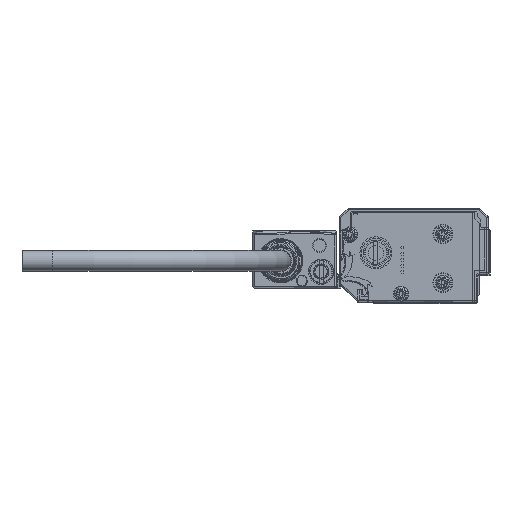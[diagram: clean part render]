
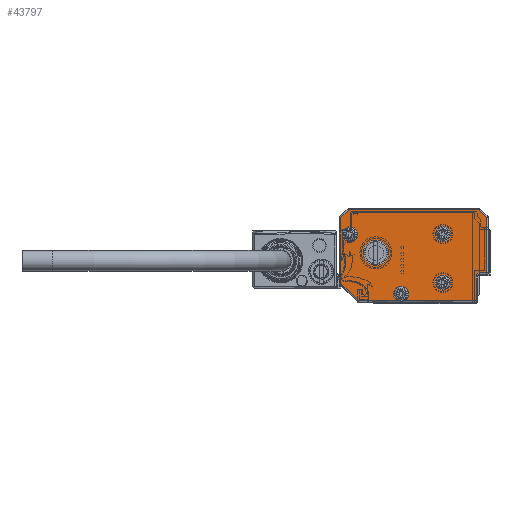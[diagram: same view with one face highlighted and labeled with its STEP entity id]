
A CAD part, left-side view. The second image highlights one B-rep face of the part: STEP entity #43797.
In plain terms, the highlighted planar face has unit normal (-1, 0, 0).
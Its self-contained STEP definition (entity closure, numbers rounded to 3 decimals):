
#43582=AXIS2_PLACEMENT_3D('Circle Axis2P3D',#43580,#43581,$) ;
#43610=AXIS2_PLACEMENT_3D('Circle Axis2P3D',#43608,#43609,$) ;
#43625=AXIS2_PLACEMENT_3D('Plane Axis2P3D',#43622,#43623,#43624) ;
#43629=AXIS2_PLACEMENT_3D('Circle Axis2P3D',#43627,#43628,$) ;
#43636=AXIS2_PLACEMENT_3D('Circle Axis2P3D',#43634,#43635,$) ;
#43643=AXIS2_PLACEMENT_3D('Circle Axis2P3D',#43641,#43642,$) ;
#43655=AXIS2_PLACEMENT_3D('Circle Axis2P3D',#43653,#43654,$) ;
#43727=AXIS2_PLACEMENT_3D('Circle Axis2P3D',#43725,#43726,$) ;
#43736=AXIS2_PLACEMENT_3D('Circle Axis2P3D',#43734,#43735,$) ;
#43745=AXIS2_PLACEMENT_3D('Circle Axis2P3D',#43743,#43744,$) ;
#43754=AXIS2_PLACEMENT_3D('Circle Axis2P3D',#43752,#43753,$) ;
#43763=AXIS2_PLACEMENT_3D('Circle Axis2P3D',#43761,#43762,$) ;
#43772=AXIS2_PLACEMENT_3D('Circle Axis2P3D',#43770,#43771,$) ;
#43781=AXIS2_PLACEMENT_3D('Circle Axis2P3D',#43779,#43780,$) ;
#43790=AXIS2_PLACEMENT_3D('Circle Axis2P3D',#43788,#43789,$) ;
#36844=CARTESIAN_POINT('Vertex',(-1573.,8.4,-1.)) ;
#36846=CARTESIAN_POINT('Vertex',(-1573.,7.,-1.)) ;
#36849=CARTESIAN_POINT('Line Origine',(-1573.,3.5,-1.)) ;
#36853=CARTESIAN_POINT('Vertex',(-1573.,21.793,-1.)) ;
#36865=CARTESIAN_POINT('Vertex',(-1573.,-17.,-1.)) ;
#36868=CARTESIAN_POINT('Line Origine',(-1573.,3.5,-1.)) ;
#43580=CARTESIAN_POINT('Axis2P3D Location',(-1573.,7.7,1.4)) ;
#43584=CARTESIAN_POINT('Vertex',(-1573.,5.2,1.4)) ;
#43605=CARTESIAN_POINT('Vertex',(-1573.,9.894,0.201)) ;
#43608=CARTESIAN_POINT('Axis2P3D Location',(-1573.,7.7,1.4)) ;
#43622=CARTESIAN_POINT('Axis2P3D Location',(-1573.,-21.5,13.5)) ;
#43627=CARTESIAN_POINT('Axis2P3D Location',(-1573.,7.7,1.4)) ;
#43631=CARTESIAN_POINT('Vertex',(-1573.,10.2,1.4)) ;
#43634=CARTESIAN_POINT('Axis2P3D Location',(-1573.,7.7,1.4)) ;
#43638=CARTESIAN_POINT('Vertex',(-1573.,5.506,2.599)) ;
#43641=CARTESIAN_POINT('Axis2P3D Location',(-1573.,7.7,1.4)) ;
#43646=CARTESIAN_POINT('Line Origine',(-1573.,-17.,3.1)) ;
#43650=CARTESIAN_POINT('Vertex',(-1573.,-17.,7.2)) ;
#43653=CARTESIAN_POINT('Axis2P3D Location',(-1573.,-18.,7.2)) ;
#43657=CARTESIAN_POINT('Vertex',(-1573.,-18.,8.2)) ;
#43660=CARTESIAN_POINT('Line Origine',(-1573.,-19.25,8.2)) ;
#43664=CARTESIAN_POINT('Vertex',(-1573.,-20.5,8.2)) ;
#43667=CARTESIAN_POINT('Line Origine',(-1573.,-20.5,17.246)) ;
#43671=CARTESIAN_POINT('Vertex',(-1573.,-20.5,26.293)) ;
#43674=CARTESIAN_POINT('Line Origine',(-1573.,-19.146,27.646)) ;
#43678=CARTESIAN_POINT('Vertex',(-1573.,-17.793,29.)) ;
#43681=CARTESIAN_POINT('Line Origine',(-1573.,3.5,29.)) ;
#43685=CARTESIAN_POINT('Vertex',(-1573.,24.793,29.)) ;
#43688=CARTESIAN_POINT('Line Origine',(-1573.,26.146,27.646)) ;
#43692=CARTESIAN_POINT('Vertex',(-1573.,27.5,26.293)) ;
#43695=CARTESIAN_POINT('Line Origine',(-1573.,27.5,15.5)) ;
#43699=CARTESIAN_POINT('Vertex',(-1573.,27.5,4.707)) ;
#43702=CARTESIAN_POINT('Line Origine',(-1573.,24.646,1.854)) ;
#43725=CARTESIAN_POINT('Axis2P3D Location',(-1573.,-6.,5.)) ;
#43729=CARTESIAN_POINT('Vertex',(-1573.,-3.806,3.801)) ;
#43731=CARTESIAN_POINT('Vertex',(-1573.,-8.194,6.199)) ;
#43734=CARTESIAN_POINT('Axis2P3D Location',(-1573.,-6.,5.)) ;
#43743=CARTESIAN_POINT('Axis2P3D Location',(-1573.,16.,14.8)) ;
#43747=CARTESIAN_POINT('Vertex',(-1573.,11.85,14.8)) ;
#43749=CARTESIAN_POINT('Vertex',(-1573.,20.15,14.8)) ;
#43752=CARTESIAN_POINT('Axis2P3D Location',(-1573.,16.,14.8)) ;
#43761=CARTESIAN_POINT('Axis2P3D Location',(-1573.,-6.,21.)) ;
#43765=CARTESIAN_POINT('Vertex',(-1573.,-8.194,22.199)) ;
#43767=CARTESIAN_POINT('Vertex',(-1573.,-3.806,19.801)) ;
#43770=CARTESIAN_POINT('Axis2P3D Location',(-1573.,-6.,21.)) ;
#43779=CARTESIAN_POINT('Axis2P3D Location',(-1573.,24.5,20.9)) ;
#43783=CARTESIAN_POINT('Vertex',(-1573.,22.306,22.099)) ;
#43785=CARTESIAN_POINT('Vertex',(-1573.,26.694,19.701)) ;
#43788=CARTESIAN_POINT('Axis2P3D Location',(-1573.,24.5,20.9)) ;
#36850=DIRECTION('Vector Direction',(0.,1.,0.)) ;
#36869=DIRECTION('Vector Direction',(0.,1.,0.)) ;
#43581=DIRECTION('Axis2P3D Direction',(-1.,0.,0.)) ;
#43609=DIRECTION('Axis2P3D Direction',(-1.,0.,0.)) ;
#43623=DIRECTION('Axis2P3D Direction',(1.,0.,0.)) ;
#43624=DIRECTION('Axis2P3D XDirection',(0.,1.,0.)) ;
#43628=DIRECTION('Axis2P3D Direction',(1.,0.,0.)) ;
#43635=DIRECTION('Axis2P3D Direction',(1.,0.,0.)) ;
#43642=DIRECTION('Axis2P3D Direction',(1.,0.,0.)) ;
#43647=DIRECTION('Vector Direction',(0.,0.,1.)) ;
#43654=DIRECTION('Axis2P3D Direction',(1.,0.,0.)) ;
#43661=DIRECTION('Vector Direction',(0.,-1.,0.)) ;
#43668=DIRECTION('Vector Direction',(0.,0.,1.)) ;
#43675=DIRECTION('Vector Direction',(0.,-0.707,-0.707)) ;
#43682=DIRECTION('Vector Direction',(0.,1.,0.)) ;
#43689=DIRECTION('Vector Direction',(0.,0.707,-0.707)) ;
#43696=DIRECTION('Vector Direction',(0.,0.,-1.)) ;
#43703=DIRECTION('Vector Direction',(0.,-0.707,-0.707)) ;
#43726=DIRECTION('Axis2P3D Direction',(1.,0.,0.)) ;
#43735=DIRECTION('Axis2P3D Direction',(1.,0.,0.)) ;
#43744=DIRECTION('Axis2P3D Direction',(1.,0.,0.)) ;
#43753=DIRECTION('Axis2P3D Direction',(1.,0.,0.)) ;
#43762=DIRECTION('Axis2P3D Direction',(1.,0.,0.)) ;
#43771=DIRECTION('Axis2P3D Direction',(1.,0.,0.)) ;
#43780=DIRECTION('Axis2P3D Direction',(1.,0.,0.)) ;
#43789=DIRECTION('Axis2P3D Direction',(1.,0.,0.)) ;
#36851=VECTOR('Line Direction',#36850,1.) ;
#36870=VECTOR('Line Direction',#36869,1.) ;
#43648=VECTOR('Line Direction',#43647,1.) ;
#43662=VECTOR('Line Direction',#43661,1.) ;
#43669=VECTOR('Line Direction',#43668,1.) ;
#43676=VECTOR('Line Direction',#43675,1.) ;
#43683=VECTOR('Line Direction',#43682,1.) ;
#43690=VECTOR('Line Direction',#43689,1.) ;
#43697=VECTOR('Line Direction',#43696,1.) ;
#43704=VECTOR('Line Direction',#43703,1.) ;
#43708=ORIENTED_EDGE('',*,*,#43612,.T.) ;
#43709=ORIENTED_EDGE('',*,*,#43633,.T.) ;
#43710=ORIENTED_EDGE('',*,*,#43640,.T.) ;
#43711=ORIENTED_EDGE('',*,*,#43645,.T.) ;
#43712=ORIENTED_EDGE('',*,*,#43586,.T.) ;
#43713=ORIENTED_EDGE('',*,*,#36872,.F.) ;
#43714=ORIENTED_EDGE('',*,*,#43652,.F.) ;
#43715=ORIENTED_EDGE('',*,*,#43659,.F.) ;
#43716=ORIENTED_EDGE('',*,*,#43666,.F.) ;
#43717=ORIENTED_EDGE('',*,*,#43673,.F.) ;
#43718=ORIENTED_EDGE('',*,*,#43680,.F.) ;
#43719=ORIENTED_EDGE('',*,*,#43687,.F.) ;
#43720=ORIENTED_EDGE('',*,*,#43694,.F.) ;
#43721=ORIENTED_EDGE('',*,*,#43701,.F.) ;
#43722=ORIENTED_EDGE('',*,*,#43706,.F.) ;
#43723=ORIENTED_EDGE('',*,*,#36855,.F.) ;
#43740=ORIENTED_EDGE('',*,*,#43733,.T.) ;
#43741=ORIENTED_EDGE('',*,*,#43738,.T.) ;
#43758=ORIENTED_EDGE('',*,*,#43751,.T.) ;
#43759=ORIENTED_EDGE('',*,*,#43756,.T.) ;
#43776=ORIENTED_EDGE('',*,*,#43769,.T.) ;
#43777=ORIENTED_EDGE('',*,*,#43774,.T.) ;
#43794=ORIENTED_EDGE('',*,*,#43787,.T.) ;
#43795=ORIENTED_EDGE('',*,*,#43792,.T.) ;
#43742=FACE_BOUND('',#43739,.T.) ;
#43760=FACE_BOUND('',#43757,.T.) ;
#43778=FACE_BOUND('',#43775,.T.) ;
#43796=FACE_BOUND('',#43793,.T.) ;
#43797=ADVANCED_FACE('\X2\FF8AFF9FFF70FF82\X0\ \X2\FF8EFF9EFF83FF9EFF68FF70\X0\',(#43724,#43742,#43760,#43778,#43796),#43626,.F.) ;
#43583=CIRCLE('generated circle',#43582,2.5) ;
#43611=CIRCLE('generated circle',#43610,2.5) ;
#43630=CIRCLE('generated circle',#43629,2.5) ;
#43637=CIRCLE('generated circle',#43636,2.5) ;
#43644=CIRCLE('generated circle',#43643,2.5) ;
#43656=CIRCLE('generated circle',#43655,1.) ;
#43728=CIRCLE('generated circle',#43727,2.5) ;
#43737=CIRCLE('generated circle',#43736,2.5) ;
#43746=CIRCLE('generated circle',#43745,4.15) ;
#43755=CIRCLE('generated circle',#43754,4.15) ;
#43764=CIRCLE('generated circle',#43763,2.5) ;
#43773=CIRCLE('generated circle',#43772,2.5) ;
#43782=CIRCLE('generated circle',#43781,2.5) ;
#43791=CIRCLE('generated circle',#43790,2.5) ;
#36855=EDGE_CURVE('',#36845,#36854,#36852,.T.) ;
#36872=EDGE_CURVE('',#36866,#36847,#36871,.T.) ;
#43586=EDGE_CURVE('',#43585,#36847,#43583,.F.) ;
#43612=EDGE_CURVE('',#36845,#43606,#43611,.F.) ;
#43633=EDGE_CURVE('',#43606,#43632,#43630,.T.) ;
#43640=EDGE_CURVE('',#43632,#43639,#43637,.T.) ;
#43645=EDGE_CURVE('',#43639,#43585,#43644,.T.) ;
#43652=EDGE_CURVE('',#43651,#36866,#43649,.F.) ;
#43659=EDGE_CURVE('',#43658,#43651,#43656,.F.) ;
#43666=EDGE_CURVE('',#43665,#43658,#43663,.F.) ;
#43673=EDGE_CURVE('',#43672,#43665,#43670,.F.) ;
#43680=EDGE_CURVE('',#43679,#43672,#43677,.T.) ;
#43687=EDGE_CURVE('',#43686,#43679,#43684,.F.) ;
#43694=EDGE_CURVE('',#43693,#43686,#43691,.F.) ;
#43701=EDGE_CURVE('',#43700,#43693,#43698,.F.) ;
#43706=EDGE_CURVE('',#36854,#43700,#43705,.F.) ;
#43733=EDGE_CURVE('',#43730,#43732,#43728,.T.) ;
#43738=EDGE_CURVE('',#43732,#43730,#43737,.T.) ;
#43751=EDGE_CURVE('',#43748,#43750,#43746,.T.) ;
#43756=EDGE_CURVE('',#43750,#43748,#43755,.T.) ;
#43769=EDGE_CURVE('',#43766,#43768,#43764,.T.) ;
#43774=EDGE_CURVE('',#43768,#43766,#43773,.T.) ;
#43787=EDGE_CURVE('',#43784,#43786,#43782,.T.) ;
#43792=EDGE_CURVE('',#43786,#43784,#43791,.T.) ;
#43707=EDGE_LOOP('',(#43708,#43709,#43710,#43711,#43712,#43713,#43714,#43715,#43716,#43717,#43718,#43719,#43720,#43721,#43722,#43723)) ;
#43739=EDGE_LOOP('',(#43740,#43741)) ;
#43757=EDGE_LOOP('',(#43758,#43759)) ;
#43775=EDGE_LOOP('',(#43776,#43777)) ;
#43793=EDGE_LOOP('',(#43794,#43795)) ;
#43724=FACE_OUTER_BOUND('',#43707,.T.) ;
#36852=LINE('Line',#36849,#36851) ;
#36871=LINE('Line',#36868,#36870) ;
#43649=LINE('Line',#43646,#43648) ;
#43663=LINE('Line',#43660,#43662) ;
#43670=LINE('Line',#43667,#43669) ;
#43677=LINE('Line',#43674,#43676) ;
#43684=LINE('Line',#43681,#43683) ;
#43691=LINE('Line',#43688,#43690) ;
#43698=LINE('Line',#43695,#43697) ;
#43705=LINE('Line',#43702,#43704) ;
#43626=PLANE('Plane',#43625) ;
#36845=VERTEX_POINT('',#36844) ;
#36847=VERTEX_POINT('',#36846) ;
#36854=VERTEX_POINT('',#36853) ;
#36866=VERTEX_POINT('',#36865) ;
#43585=VERTEX_POINT('',#43584) ;
#43606=VERTEX_POINT('',#43605) ;
#43632=VERTEX_POINT('',#43631) ;
#43639=VERTEX_POINT('',#43638) ;
#43651=VERTEX_POINT('',#43650) ;
#43658=VERTEX_POINT('',#43657) ;
#43665=VERTEX_POINT('',#43664) ;
#43672=VERTEX_POINT('',#43671) ;
#43679=VERTEX_POINT('',#43678) ;
#43686=VERTEX_POINT('',#43685) ;
#43693=VERTEX_POINT('',#43692) ;
#43700=VERTEX_POINT('',#43699) ;
#43730=VERTEX_POINT('',#43729) ;
#43732=VERTEX_POINT('',#43731) ;
#43748=VERTEX_POINT('',#43747) ;
#43750=VERTEX_POINT('',#43749) ;
#43766=VERTEX_POINT('',#43765) ;
#43768=VERTEX_POINT('',#43767) ;
#43784=VERTEX_POINT('',#43783) ;
#43786=VERTEX_POINT('',#43785) ;
